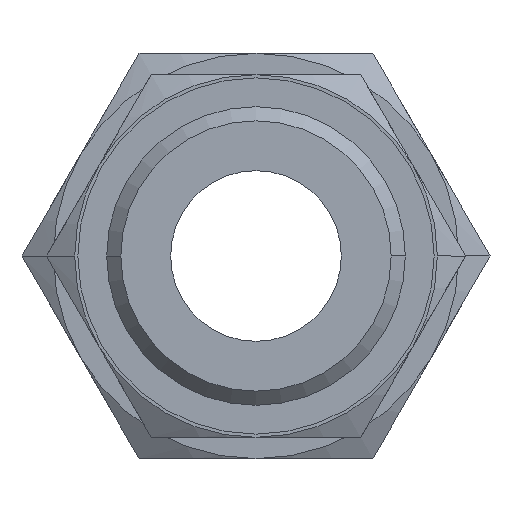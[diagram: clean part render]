
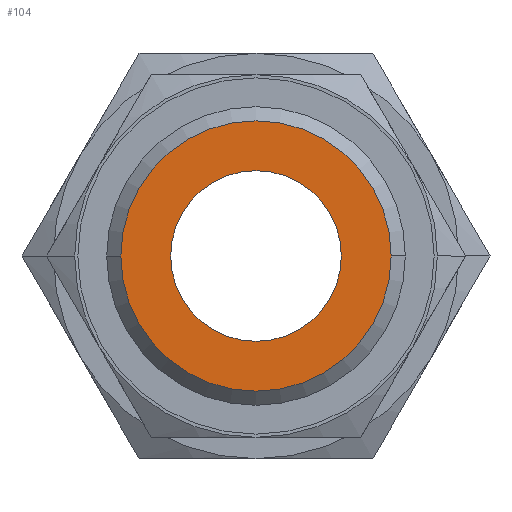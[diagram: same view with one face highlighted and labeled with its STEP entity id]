
A CAD part, front view. The second image highlights one B-rep face of the part: STEP entity #104.
In plain terms, the highlighted planar face has unit normal (0, -1, 0).
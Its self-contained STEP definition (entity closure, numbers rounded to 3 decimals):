
#104=ADVANCED_FACE('',(#231,#232),#233,.T.);
#231=FACE_BOUND('',#364,.T.);
#232=FACE_OUTER_BOUND('',#365,.T.);
#233=PLANE('',#366);
#364=EDGE_LOOP('',(#798,#799));
#365=EDGE_LOOP('',(#800,#801));
#366=AXIS2_PLACEMENT_3D('',#802,#803,#804);
#798=ORIENTED_EDGE('',*,*,#880,.T.);
#799=ORIENTED_EDGE('',*,*,#879,.T.);
#800=ORIENTED_EDGE('',*,*,#842,.F.);
#801=ORIENTED_EDGE('',*,*,#963,.F.);
#802=CARTESIAN_POINT('',(-3.168,0.0,0.0));
#803=DIRECTION('',(0.0,-1.0,-0.0));
#804=DIRECTION('',(1.0,0.0,0.0));
#842=EDGE_CURVE('',#983,#985,#986,.T.);
#879=EDGE_CURVE('',#1053,#1057,#1059,.T.);
#880=EDGE_CURVE('',#1057,#1053,#1060,.T.);
#963=EDGE_CURVE('',#985,#983,#1175,.T.);
#983=VERTEX_POINT('',#1199);
#985=VERTEX_POINT('',#1202);
#986=CIRCLE('',#1203,6.337);
#1053=VERTEX_POINT('',#1371);
#1057=VERTEX_POINT('',#1376);
#1059=CIRCLE('',#1379,4.0);
#1060=CIRCLE('',#1380,4.0);
#1175=CIRCLE('',#1947,6.337);
#1199=CARTESIAN_POINT('',(-6.337,0.0,0.0));
#1202=CARTESIAN_POINT('',(6.337,0.0,0.));
#1203=AXIS2_PLACEMENT_3D('',#1968,#1969,#1970);
#1371=CARTESIAN_POINT('',(4.0,0.0,0.));
#1376=CARTESIAN_POINT('',(-4.0,0.0,0.));
#1379=AXIS2_PLACEMENT_3D('',#2025,#2026,#2027);
#1380=AXIS2_PLACEMENT_3D('',#2028,#2029,#2030);
#1947=AXIS2_PLACEMENT_3D('',#2133,#2134,#2135);
#1968=CARTESIAN_POINT('',(0.0,0.0,0.0));
#1969=DIRECTION('',(0.0,1.0,0.0));
#1970=DIRECTION('',(-1.0,0.0,0.0));
#2025=CARTESIAN_POINT('',(0.0,0.0,0.0));
#2026=DIRECTION('',(-0.0,1.0,0.0));
#2027=DIRECTION('',(1.0,0.0,0.0));
#2028=CARTESIAN_POINT('',(0.0,0.0,0.0));
#2029=DIRECTION('',(-0.0,1.0,0.0));
#2030=DIRECTION('',(1.0,0.0,0.0));
#2133=CARTESIAN_POINT('',(0.0,0.0,0.0));
#2134=DIRECTION('',(0.0,1.0,0.0));
#2135=DIRECTION('',(-1.0,0.0,0.0));
